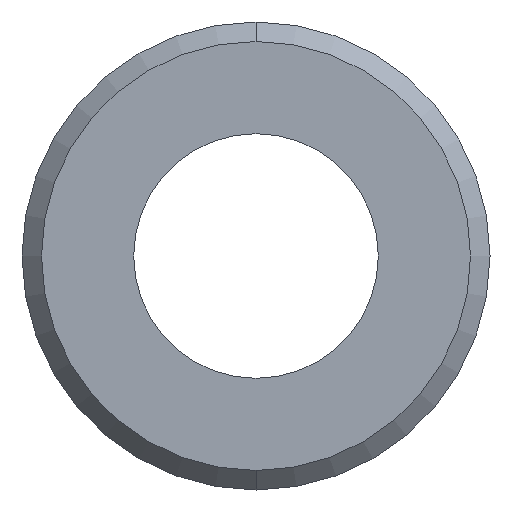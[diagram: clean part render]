
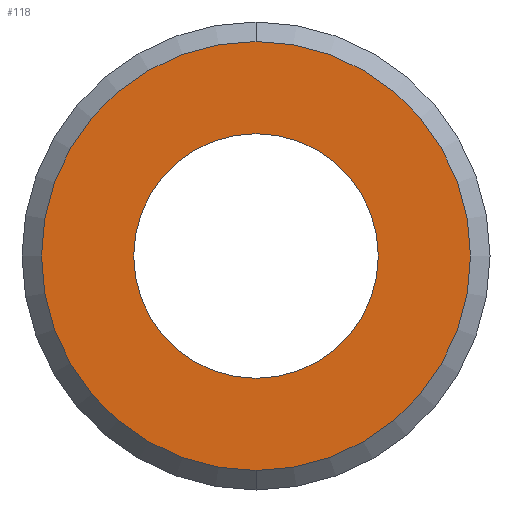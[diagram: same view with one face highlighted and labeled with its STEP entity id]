
A CAD part, front view. The second image highlights one B-rep face of the part: STEP entity #118.
In plain terms, the highlighted planar face has unit normal (0, -1, 0).
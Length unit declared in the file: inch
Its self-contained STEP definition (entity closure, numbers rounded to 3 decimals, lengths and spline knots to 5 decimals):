
#1 = AXIS2_PLACEMENT_3D ( 'NONE', #214, #187, #271 ) ;
#11 = AXIS2_PLACEMENT_3D ( 'NONE', #99, #213, #217 ) ;
#20 = DIRECTION ( 'NONE',  ( 0., -1., 0. ) ) ;
#27 = DIRECTION ( 'NONE',  ( 0., 1., 0. ) ) ;
#41 = VERTEX_POINT ( 'NONE', #43 ) ;
#43 = CARTESIAN_POINT ( 'NONE',  ( 0., -0.51775, -0.098 ) ) ;
#60 = CARTESIAN_POINT ( 'NONE',  ( 0., -0.51775, 0.098 ) ) ;
#66 = ORIENTED_EDGE ( 'NONE', *, *, #230, .T. ) ;
#70 = VERTEX_POINT ( 'NONE', #285 ) ;
#74 = CIRCLE ( 'NONE', #11, 0.17188 ) ;
#76 = CARTESIAN_POINT ( 'NONE',  ( 0., -0.51775, 0. ) ) ;
#83 = CIRCLE ( 'NONE', #132, 0.098 ) ;
#97 = EDGE_CURVE ( 'NONE', #237, #70, #231, .T. ) ;
#99 = CARTESIAN_POINT ( 'NONE',  ( 0., -0.51775, 0. ) ) ;
#118 = ADVANCED_FACE ( 'NONE', ( #193, #265 ), #164, .F. ) ;
#132 = AXIS2_PLACEMENT_3D ( 'NONE', #296, #240, #346 ) ;
#142 = EDGE_CURVE ( 'NONE', #41, #302, #83, .T. ) ;
#151 = ORIENTED_EDGE ( 'NONE', *, *, #97, .T. ) ;
#159 = ORIENTED_EDGE ( 'NONE', *, *, #181, .T. ) ;
#164 = PLANE ( 'NONE',  #1 ) ;
#181 = EDGE_CURVE ( 'NONE', #302, #41, #192, .T. ) ;
#187 = DIRECTION ( 'NONE',  ( 0., 1., 0. ) ) ;
#192 = CIRCLE ( 'NONE', #290, 0.098 ) ;
#193 = FACE_BOUND ( 'NONE', #203, .T. ) ;
#203 = EDGE_LOOP ( 'NONE', ( #159, #233 ) ) ;
#213 = DIRECTION ( 'NONE',  ( 0., -1., 0. ) ) ;
#214 = CARTESIAN_POINT ( 'NONE',  ( 0., -0.51775, 0. ) ) ;
#217 = DIRECTION ( 'NONE',  ( 0., 0., 1. ) ) ;
#224 = AXIS2_PLACEMENT_3D ( 'NONE', #289, #20, #293 ) ;
#230 = EDGE_CURVE ( 'NONE', #70, #237, #74, .T. ) ;
#231 = CIRCLE ( 'NONE', #224, 0.17188 ) ;
#233 = ORIENTED_EDGE ( 'NONE', *, *, #142, .T. ) ;
#237 = VERTEX_POINT ( 'NONE', #350 ) ;
#240 = DIRECTION ( 'NONE',  ( 0., 1., 0. ) ) ;
#242 = DIRECTION ( 'NONE',  ( 0., 0., 1. ) ) ;
#265 = FACE_OUTER_BOUND ( 'NONE', #287, .T. ) ;
#271 = DIRECTION ( 'NONE',  ( 0., 0., 1. ) ) ;
#285 = CARTESIAN_POINT ( 'NONE',  ( 0., -0.51775, -0.17188 ) ) ;
#287 = EDGE_LOOP ( 'NONE', ( #151, #66 ) ) ;
#289 = CARTESIAN_POINT ( 'NONE',  ( 0., -0.51775, 0. ) ) ;
#290 = AXIS2_PLACEMENT_3D ( 'NONE', #76, #27, #242 ) ;
#293 = DIRECTION ( 'NONE',  ( 0., 0., 1. ) ) ;
#296 = CARTESIAN_POINT ( 'NONE',  ( 0., -0.51775, 0. ) ) ;
#302 = VERTEX_POINT ( 'NONE', #60 ) ;
#346 = DIRECTION ( 'NONE',  ( 0., 0., 1. ) ) ;
#350 = CARTESIAN_POINT ( 'NONE',  ( 0., -0.51775, 0.17188 ) ) ;
